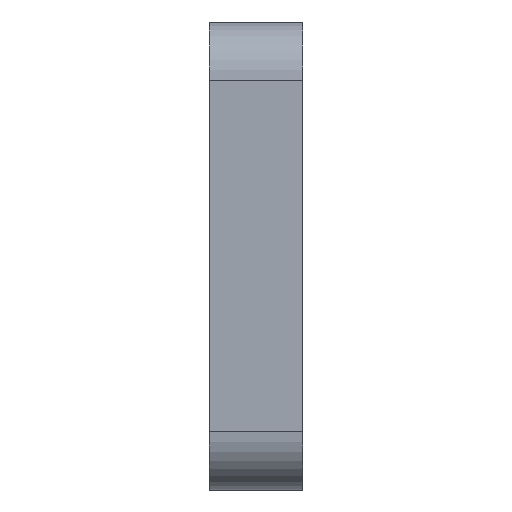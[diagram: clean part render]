
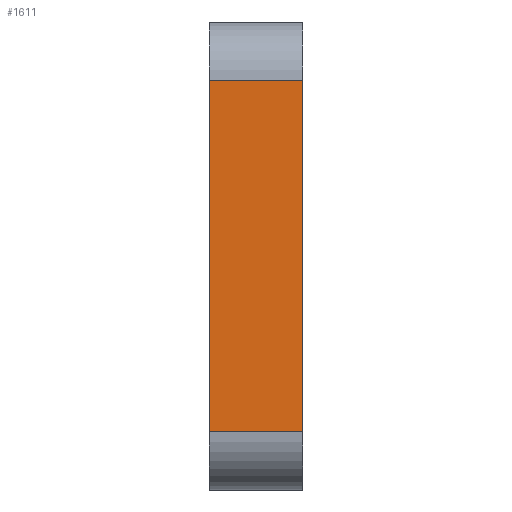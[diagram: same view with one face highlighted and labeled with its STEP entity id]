
A CAD part, left-side view. The second image highlights one B-rep face of the part: STEP entity #1611.
In plain terms, the highlighted planar face has unit normal (-1, 0, 0).
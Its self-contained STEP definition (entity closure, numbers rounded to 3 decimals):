
#73 = VERTEX_POINT ( 'NONE', #340 ) ;
#158 = VERTEX_POINT ( 'NONE', #586 ) ;
#207 = VERTEX_POINT ( 'NONE', #673 ) ;
#238 = DIRECTION ( 'NONE',  ( 1., 0., 0. ) ) ;
#267 = PLANE ( 'NONE',  #1195 ) ;
#269 = CARTESIAN_POINT ( 'NONE',  ( -144., 3.2, -8. ) ) ;
#271 = DIRECTION ( 'NONE',  ( 0., 0., -1. ) ) ;
#303 = VERTEX_POINT ( 'NONE', #1002 ) ;
#340 = CARTESIAN_POINT ( 'NONE',  ( -144., 0., -6. ) ) ;
#413 = DIRECTION ( 'NONE',  ( 0., 0., 1. ) ) ;
#428 = CARTESIAN_POINT ( 'NONE',  ( -144., 0., -8. ) ) ;
#433 = DIRECTION ( 'NONE',  ( 0., 1., 0. ) ) ;
#437 = CARTESIAN_POINT ( 'NONE',  ( -144., 3.2, 6. ) ) ;
#450 = CARTESIAN_POINT ( 'NONE',  ( -144., 3.2, -6. ) ) ;
#463 = CARTESIAN_POINT ( 'NONE',  ( -144., 3.2, -8. ) ) ;
#483 = ORIENTED_EDGE ( 'NONE', *, *, #1410, .F. ) ;
#537 = DIRECTION ( 'NONE',  ( 0., 0., 1. ) ) ;
#586 = CARTESIAN_POINT ( 'NONE',  ( -144., 3.2, 6. ) ) ;
#630 = ORIENTED_EDGE ( 'NONE', *, *, #1409, .T. ) ;
#673 = CARTESIAN_POINT ( 'NONE',  ( -144., 3.2, -6. ) ) ;
#726 = ORIENTED_EDGE ( 'NONE', *, *, #1403, .T. ) ;
#747 = ORIENTED_EDGE ( 'NONE', *, *, #1405, .T. ) ;
#882 = DIRECTION ( 'NONE',  ( 0., -1., 0. ) ) ;
#965 = VECTOR ( 'NONE', #537, 1000. ) ;
#976 = FACE_OUTER_BOUND ( 'NONE', #1493, .T. ) ;
#1002 = CARTESIAN_POINT ( 'NONE',  ( -144., 0., 6. ) ) ;
#1016 = VECTOR ( 'NONE', #882, 1000. ) ;
#1027 = LINE ( 'NONE', #463, #965 ) ;
#1076 = LINE ( 'NONE', #450, #1016 ) ;
#1108 = VECTOR ( 'NONE', #433, 1000. ) ;
#1195 = AXIS2_PLACEMENT_3D ( 'NONE', #269, #238, #271 ) ;
#1242 = VECTOR ( 'NONE', #413, 1000. ) ;
#1297 = LINE ( 'NONE', #437, #1108 ) ;
#1403 = EDGE_CURVE ( 'NONE', #73, #303, #1578, .T. ) ;
#1405 = EDGE_CURVE ( 'NONE', #303, #158, #1297, .T. ) ;
#1409 = EDGE_CURVE ( 'NONE', #207, #73, #1076, .T. ) ;
#1410 = EDGE_CURVE ( 'NONE', #207, #158, #1027, .T. ) ;
#1493 = EDGE_LOOP ( 'NONE', ( #726, #747, #483, #630 ) ) ;
#1578 = LINE ( 'NONE', #428, #1242 ) ;
#1611 = ADVANCED_FACE ( 'NONE', ( #976 ), #267, .F. ) ;
